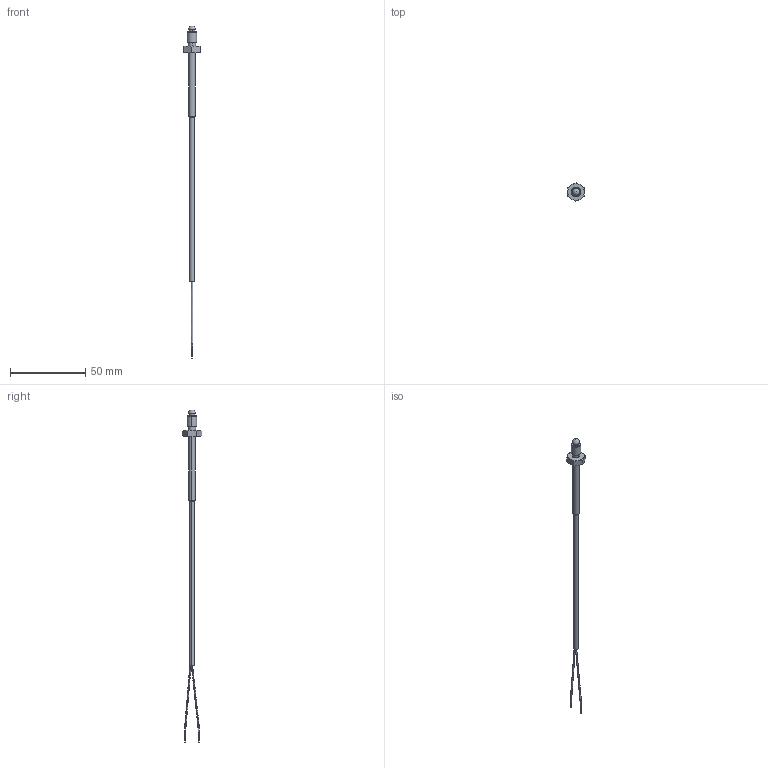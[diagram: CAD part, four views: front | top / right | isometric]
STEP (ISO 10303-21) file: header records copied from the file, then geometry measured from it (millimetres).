
FILE_DESCRIPTION (( 'STEP AP214' ), '1' );
FILE_NAME ('THMK-N38P14-01.STEP', '2021-06-09T00:34:13', ( '' ), ( '' ), 'SwSTEP 2.0', 'SolidWorks 2017', '' );
FILE_SCHEMA (( 'AUTOMOTIVE_DESIGN' ));
Length unit declared in the file: inch
Products named in the file (1): THMK-N38P14-01
Bounding box: 11.06 x 12.77 x 220.87 mm (x, y, z)
Volume: 2360.7 mm3; surface area: 2595.9 mm2
Topology: 1 solids, 1 shells, 57 faces, 120 edges, 74 vertices
Faces by surface type: cylinder 18, cone 17, plane 17, bspline 4, sphere 1
Entity records: 1653 total; most frequent: CARTESIAN_POINT 429, DIRECTION 251, ORIENTED_EDGE 236, EDGE_CURVE 118, AXIS2_PLACEMENT_3D 111, VERTEX_POINT 73, EDGE_LOOP 67, FACE_OUTER_BOUND 57
